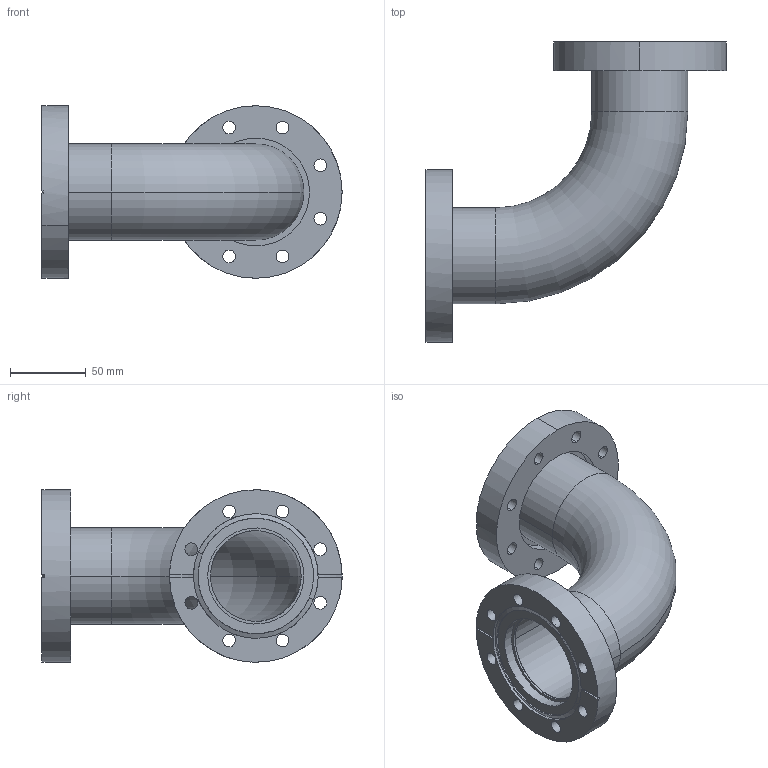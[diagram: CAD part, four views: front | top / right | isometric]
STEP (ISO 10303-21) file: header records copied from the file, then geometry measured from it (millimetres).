
FILE_DESCRIPTION (( 'STEP AP214' ), '1' );
FILE_NAME ('WT-CF63.STEP', '2024-09-14T08:25:33', ( '' ), ( '' ), 'SwSTEP 2.0', 'SolidWorks 2020', '' );
FILE_SCHEMA (( 'AUTOMOTIVE_DESIGN' ));
Length unit declared in the file: millimetre
Products named in the file (4): 63俔奪; 錨璃CF63; WT-CF63; CF63魂杶楊擘
Assembly tree (3 placements, depth 2):
  WT-CF63
    63俔奪
    CF63魂杶楊擘
    錨璃CF63
Bounding box: 198.3 x 198.3 x 114 mm (x, y, z)
Volume: 306637.5 mm3; surface area: 152523 mm2
Topology: 4 solids, 4 shells, 104 faces, 260 edges, 168 vertices
Faces by surface type: cylinder 66, plane 26, cone 8, torus 4
Entity records: 3595 total; most frequent: DIRECTION 632, CARTESIAN_POINT 550, ORIENTED_EDGE 520, AXIS2_PLACEMENT_3D 266, EDGE_CURVE 260, VERTEX_POINT 168, CIRCLE 156, EDGE_LOOP 148
